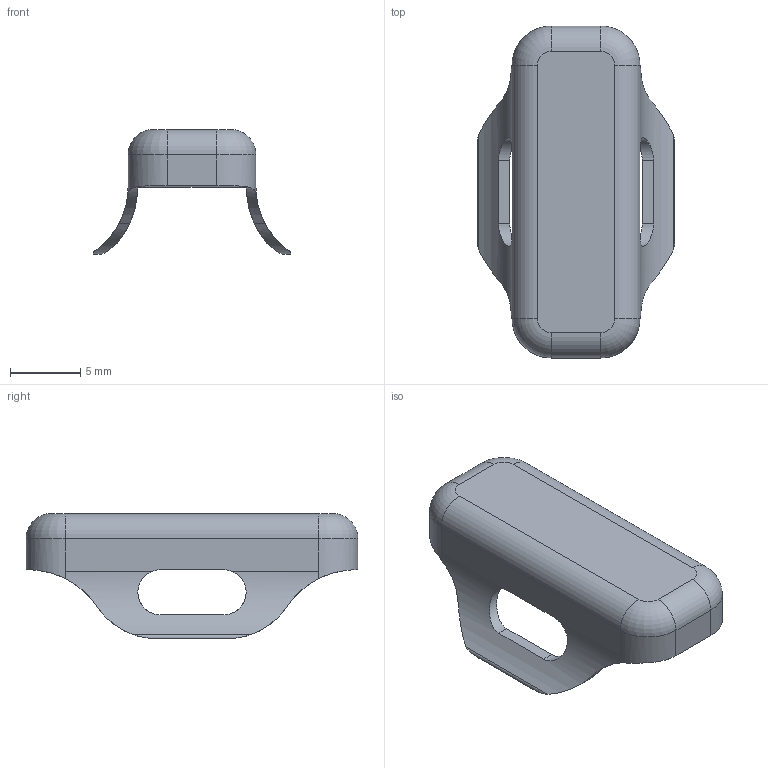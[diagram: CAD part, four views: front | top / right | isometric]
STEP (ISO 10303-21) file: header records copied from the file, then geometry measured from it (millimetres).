
FILE_DESCRIPTION(('CATIA V5R19 STEP'),'2;1');
FILE_NAME ('D1455507_0_1753490000_1753490000.stp','2015-10-27T10:51:19+00:00',('none'),('Weidmueller'),'CATIA Version 5 Release 20 SP 5 (IN-10)','CATIA V5 STEP AP214','none');
FILE_SCHEMA(('AUTOMOTIVE_DESIGN { 1 0 10303 214 1 1 1 1 }'));
Length unit declared in the file: millimetre
Products named in the file (1): WKM 8/20
Bounding box: 14.03 x 23.6 x 8.88 mm (x, y, z)
Volume: 708.7 mm3; surface area: 1215.1 mm2
Topology: 1 solids, 2 shells, 64 faces, 176 edges, 112 vertices
Faces by surface type: cylinder 32, plane 24, torus 8
Entity records: 2175 total; most frequent: CARTESIAN_POINT 644, ORIENTED_EDGE 352, DIRECTION 246, EDGE_CURVE 176, VERTEX_POINT 112, AXIS2_PLACEMENT_3D 104, VECTOR 88, LINE 88
